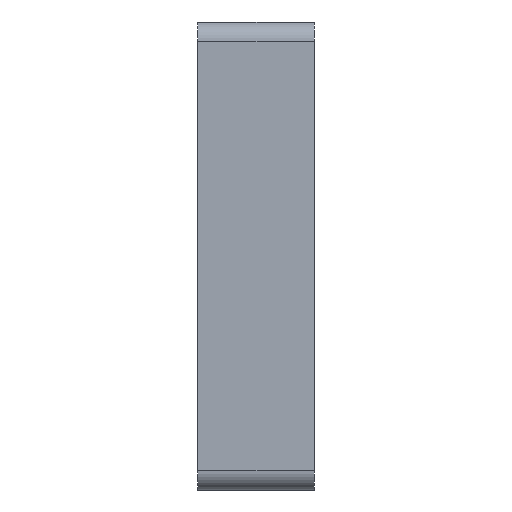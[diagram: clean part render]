
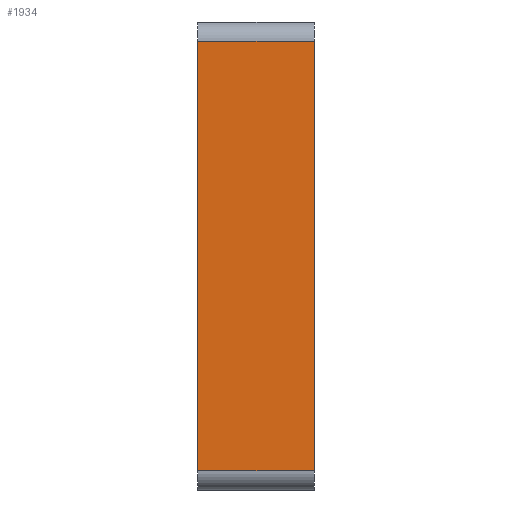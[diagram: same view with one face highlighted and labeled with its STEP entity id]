
A CAD part, left-side view. The second image highlights one B-rep face of the part: STEP entity #1934.
In plain terms, the highlighted planar face has unit normal (-1, 0, 0).
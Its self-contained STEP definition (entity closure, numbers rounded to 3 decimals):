
#877=CARTESIAN_POINT('',(-396.5,-3.0,111.));
#878=VERTEX_POINT('',#877);
#886=CARTESIAN_POINT('',(-396.5,-3.0,-111.));
#887=VERTEX_POINT('',#886);
#888=CARTESIAN_POINT('',(-396.5,-3.0,111.));
#889=DIRECTION('',(0.0,0.0,-1.0));
#890=VECTOR('',#889,222.);
#891=LINE('',#888,#890);
#892=EDGE_CURVE('',#878,#887,#891,.T.);
#1253=CARTESIAN_POINT('',(-396.5,57.0,-111.));
#1254=VERTEX_POINT('',#1253);
#1262=CARTESIAN_POINT('',(-396.5,57.0,111.));
#1263=VERTEX_POINT('',#1262);
#1264=CARTESIAN_POINT('',(-396.5,57.0,-111.));
#1265=DIRECTION('',(0.0,0.0,1.0));
#1266=VECTOR('',#1265,222.);
#1267=LINE('',#1264,#1266);
#1268=EDGE_CURVE('',#1254,#1263,#1267,.T.);
#1909=CARTESIAN_POINT('',(-396.5,-3.0,-111.));
#1910=DIRECTION('',(0.0,1.0,0.0));
#1911=VECTOR('',#1910,60.0);
#1912=LINE('',#1909,#1911);
#1913=EDGE_CURVE('',#887,#1254,#1912,.T.);
#1918=CARTESIAN_POINT('',(-396.5,0.0,-121.));
#1919=DIRECTION('',(-1.0,0.0,0.0));
#1920=DIRECTION('',(0.0,0.0,1.0));
#1921=AXIS2_PLACEMENT_3D('',#1918,#1919,#1920);
#1922=PLANE('',#1921);
#1923=ORIENTED_EDGE('',*,*,#1913,.F.);
#1924=ORIENTED_EDGE('',*,*,#892,.F.);
#1925=CARTESIAN_POINT('',(-396.5,57.0,111.));
#1926=DIRECTION('',(0.0,-1.0,0.0));
#1927=VECTOR('',#1926,60.0);
#1928=LINE('',#1925,#1927);
#1929=EDGE_CURVE('',#1263,#878,#1928,.T.);
#1930=ORIENTED_EDGE('',*,*,#1929,.F.);
#1931=ORIENTED_EDGE('',*,*,#1268,.F.);
#1932=EDGE_LOOP('',(#1923,#1924,#1930,#1931));
#1933=FACE_OUTER_BOUND('',#1932,.T.);
#1934=ADVANCED_FACE('',(#1933),#1922,.T.);
